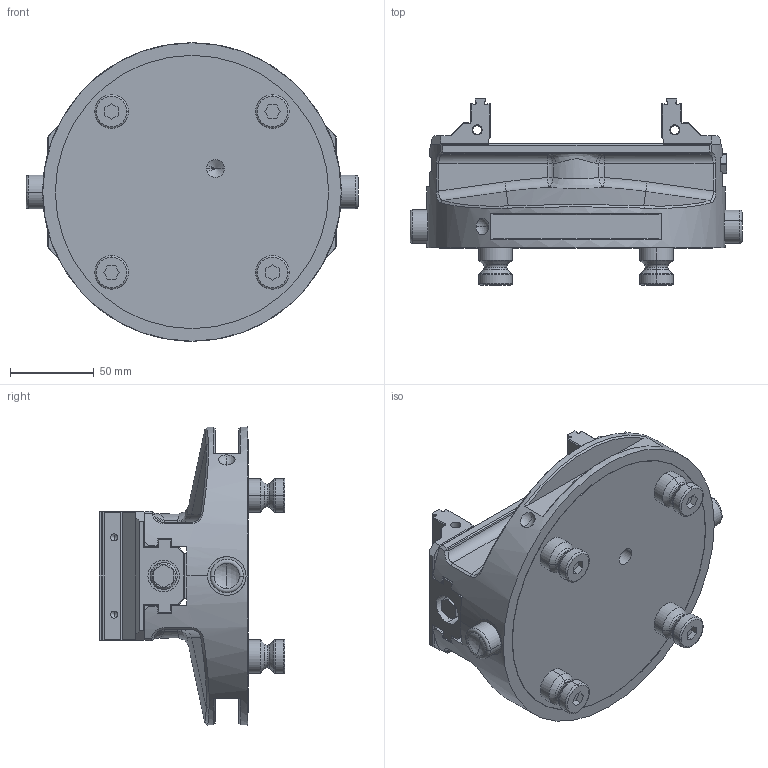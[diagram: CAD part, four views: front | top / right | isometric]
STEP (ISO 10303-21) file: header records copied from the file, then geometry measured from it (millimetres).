
FILE_DESCRIPTION (( 'STEP AP203' ), '1' );
FILE_NAME ('46160.STEP', '2014-07-09T09:44:16', ( '' ), ( '' ), 'SwSTEP 2.0', 'SolidWorks 2011', '' );
FILE_SCHEMA (( 'CONFIG_CONTROL_DESIGN' ));
Length unit declared in the file: millimetre
Products named in the file (3): 46160; 47077-10-11_Standard<Wie bearbeitet>; 46160-1101
Assembly tree (3 placements, depth 2):
  46160
    47077-10-11_Standard<Wie bearbeitet>  x2
    46160-1101
Bounding box: 198 x 110.89 x 178 mm (x, y, z)
Volume: 1093383 mm3; surface area: 155059.1 mm2
Topology: 11 solids, 11 shells, 638 faces, 1548 edges, 934 vertices
Faces by surface type: plane 336, cylinder 142, cone 80, torus 40, bspline 26, sphere 14
Entity records: 15958 total; most frequent: CARTESIAN_POINT 4278, DIRECTION 2383, ORIENTED_EDGE 2334, EDGE_CURVE 1167, AXIS2_PLACEMENT_3D 857, VERTEX_POINT 714, LINE 669, VECTOR 669
